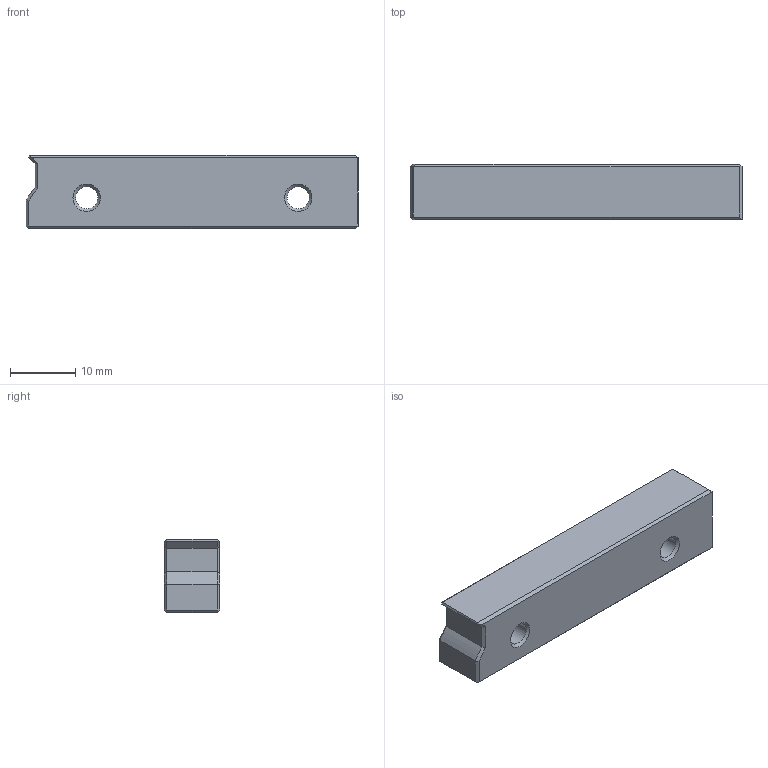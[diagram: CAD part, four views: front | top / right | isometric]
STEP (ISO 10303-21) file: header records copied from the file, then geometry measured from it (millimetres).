
FILE_DESCRIPTION(/* description */ (''),/* implementation_level */ '2;1');
FILE_NAME(/* name */ 'Tap_Extruder_Spacer-WristwatchG2.step',/* time_stamp */ '2024-03-14T16:28:59-04:00',/* author */ (''),/* organization */ (''),/* preprocessor_version */ 'ST-DEVELOPER v20',/* originating_system */ 'Autodesk Translation Framework v12.20.1.177',/* authorisation */ '');
FILE_SCHEMA (('AUTOMOTIVE_DESIGN { 1 0 10303 214 3 1 1 }'));
Length unit declared in the file: millimetre
Products named in the file (1): Tap_Extruder_Spacer
Bounding box: 50.85 x 8.48 x 11.22 mm (x, y, z)
Volume: 4598.2 mm3; surface area: 2255.8 mm2
Topology: 1 solids, 1 shells, 34 faces, 80 edges, 48 vertices
Faces by surface type: plane 25, cone 6, cylinder 3
Full cylindrical faces by diameter (mm): 3.4 x2
Entity records: 1000 total; most frequent: CARTESIAN_POINT 175, ORIENTED_EDGE 160, DIRECTION 158, EDGE_CURVE 80, LINE 64, VECTOR 64, VERTEX_POINT 48, AXIS2_PLACEMENT_3D 47
